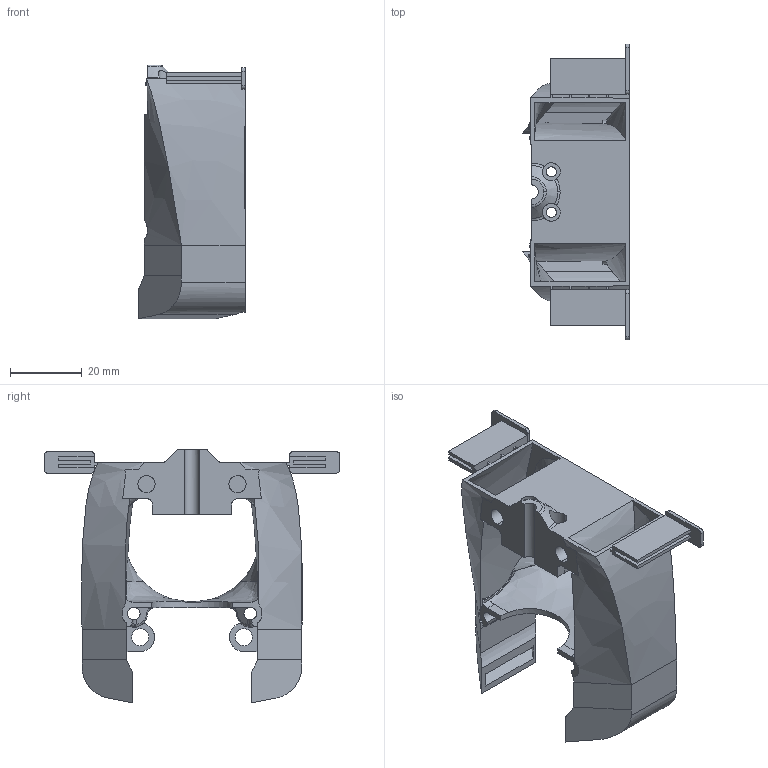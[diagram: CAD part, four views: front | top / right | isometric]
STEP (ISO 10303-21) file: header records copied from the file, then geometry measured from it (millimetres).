
FILE_DESCRIPTION (( 'STEP AP203' ), '1' );
FILE_NAME ('The Warbird Volcano - dragon.STEP', '2022-07-06T15:51:45', ( '' ), ( '' ), 'SwSTEP 2.0', 'SolidWorks 2019', '' );
FILE_SCHEMA (( 'CONFIG_CONTROL_DESIGN' ));
Length unit declared in the file: millimetre
Products named in the file (1): The Warbird Volcano - dragon
Bounding box: 29.74 x 82.48 x 70.82 mm (x, y, z)
Volume: 22575.4 mm3; surface area: 28000 mm2
Topology: 3 solids, 5 shells, 395 faces, 1156 edges, 762 vertices
Faces by surface type: plane 195, cylinder 99, bspline 93, cone 8
Entity records: 22226 total; most frequent: CARTESIAN_POINT 13094, ORIENTED_EDGE 2312, DIRECTION 1202, EDGE_CURVE 1156, VERTEX_POINT 762, B_SPLINE_CURVE_WITH_KNOTS 613, VECTOR 478, LINE 478
